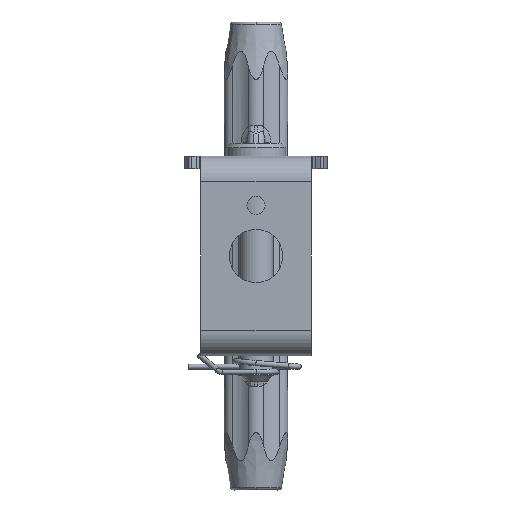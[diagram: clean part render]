
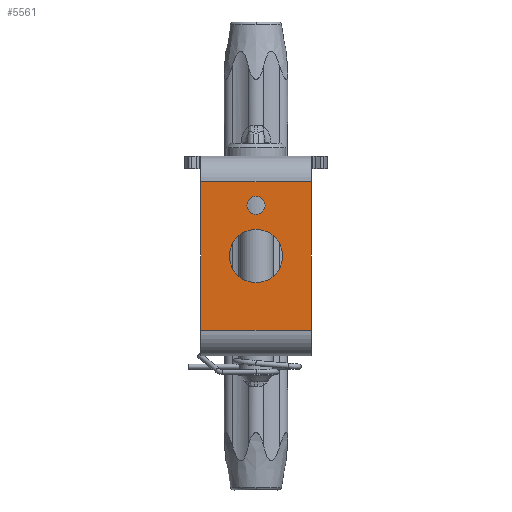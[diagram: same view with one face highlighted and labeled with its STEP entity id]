
A CAD part, left-side view. The second image highlights one B-rep face of the part: STEP entity #5561.
In plain terms, the highlighted planar face has unit normal (-1, 0, 0).
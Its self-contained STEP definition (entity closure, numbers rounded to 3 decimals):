
#167=LINE($,#8225,#421);
#173=LINE($,#8244,#427);
#177=LINE($,#8254,#431);
#183=LINE($,#8269,#437);
#421=VECTOR($,#6633,26.);
#427=VECTOR($,#6657,26.);
#431=VECTOR($,#6667,35.);
#437=VECTOR($,#6685,35.);
#1361=FACE_BOUND($,#1450,.T.);
#1362=FACE_BOUND($,#1451,.T.);
#1363=FACE_BOUND($,#1452,.T.);
#1450=EDGE_LOOP($,(#3591));
#1451=EDGE_LOOP($,(#3592));
#1452=EDGE_LOOP($,(#3593,#3594,#3595,#3596));
#1789=CIRCLE($,#5910,2.125);
#1794=CIRCLE($,#5918,6.25);
#2161=VERTEX_POINT($,#8192);
#2166=VERTEX_POINT($,#8205);
#2172=VERTEX_POINT($,#8222);
#2173=VERTEX_POINT($,#8224);
#2176=VERTEX_POINT($,#8242);
#2177=VERTEX_POINT($,#8243);
#2675=EDGE_CURVE($,#2161,#2161,#1789,.T.);
#2680=EDGE_CURVE($,#2166,#2166,#1794,.T.);
#2689=EDGE_CURVE($,#2172,#2173,#167,.T.);
#2698=EDGE_CURVE($,#2176,#2177,#173,.T.);
#2704=EDGE_CURVE($,#2173,#2177,#177,.T.);
#2712=EDGE_CURVE($,#2176,#2172,#183,.T.);
#3591=ORIENTED_EDGE($,*,*,#2675,.T.);
#3592=ORIENTED_EDGE($,*,*,#2680,.T.);
#3593=ORIENTED_EDGE($,*,*,#2698,.T.);
#3594=ORIENTED_EDGE($,*,*,#2704,.F.);
#3595=ORIENTED_EDGE($,*,*,#2689,.F.);
#3596=ORIENTED_EDGE($,*,*,#2712,.F.);
#5137=PLANE($,#5942);
#5561=ADVANCED_FACE($,(#1361,#1362,#1363),#5137,.T.);
#5910=AXIS2_PLACEMENT_3D($,#8193,#6599,#6600);
#5918=AXIS2_PLACEMENT_3D($,#8206,#6615,#6616);
#5942=AXIS2_PLACEMENT_3D($,#8270,#6686,#6687);
#6599=DIRECTION('center_axis',(1.,0.,0.));
#6600=DIRECTION('ref_axis',(0.,0.,-1.));
#6615=DIRECTION('center_axis',(1.,0.,0.));
#6616=DIRECTION('ref_axis',(0.,0.,-1.));
#6633=DIRECTION($,(0.,1.,0.));
#6657=DIRECTION($,(0.,1.,0.));
#6667=DIRECTION($,(0.,0.,1.));
#6685=DIRECTION($,(0.,0.,-1.));
#6686=DIRECTION('center_axis',(-1.,0.,0.));
#6687=DIRECTION('ref_axis',(0.,0.,1.));
#8192=CARTESIAN_POINT('',(-6.,13.,-6.5));
#8193=CARTESIAN_POINT('Origin',(-6.,13.,-8.625));
#8205=CARTESIAN_POINT('',(-6.,13.,-14.25));
#8206=CARTESIAN_POINT('Origin',(-6.,13.,-20.5));
#8222=CARTESIAN_POINT('',(-6.,0.,-38.));
#8224=CARTESIAN_POINT('',(-6.,26.,-38.));
#8225=CARTESIAN_POINT($,(-6.,0.,-38.));
#8242=CARTESIAN_POINT('',(-6.,0.,-3.));
#8243=CARTESIAN_POINT('',(-6.,26.,-3.));
#8244=CARTESIAN_POINT($,(-6.,13.,-3.));
#8254=CARTESIAN_POINT($,(-6.,26.,10.572));
#8269=CARTESIAN_POINT($,(-6.,0.,-3.));
#8270=CARTESIAN_POINT('Origin',(-6.,13.,-17.107));
